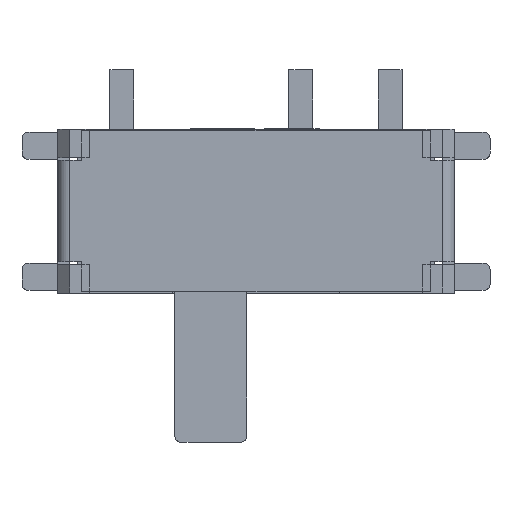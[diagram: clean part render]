
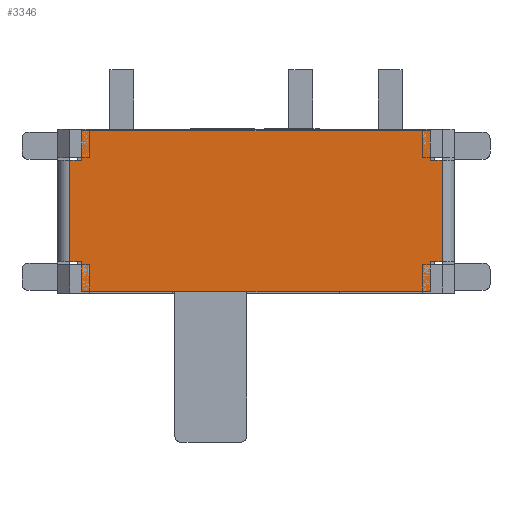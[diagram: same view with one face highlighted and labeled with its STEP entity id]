
A CAD part, top view. The second image highlights one B-rep face of the part: STEP entity #3346.
In plain terms, the highlighted planar face has unit normal (0, 0, 1).
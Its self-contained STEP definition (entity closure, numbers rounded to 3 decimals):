
#282 = ORIENTED_EDGE ( 'NONE', *, *, #16716, .T. ) ;
#426 = CARTESIAN_POINT ( 'NONE',  ( 2.925, -1.125, 0. ) ) ;
#641 = EDGE_CURVE ( 'NONE', #11751, #2492, #13518, .T. ) ;
#913 = VECTOR ( 'NONE', #1259, 1000. ) ;
#962 = EDGE_CURVE ( 'NONE', #10854, #13324, #6498, .T. ) ;
#1259 = DIRECTION ( 'NONE',  ( -1., 0., 0. ) ) ;
#1457 = CARTESIAN_POINT ( 'NONE',  ( -2.925, 1.075, 0. ) ) ;
#1907 = VECTOR ( 'NONE', #7241, 1000. ) ;
#1922 = DIRECTION ( 'NONE',  ( 1., 0., 0. ) ) ;
#2056 = EDGE_CURVE ( 'NONE', #12129, #13636, #11079, .T. ) ;
#2110 = ORIENTED_EDGE ( 'NONE', *, *, #9145, .T. ) ;
#2492 = VERTEX_POINT ( 'NONE', #10754 ) ;
#3026 = VECTOR ( 'NONE', #14081, 1000. ) ;
#3072 = DIRECTION ( 'NONE',  ( -1., 0., 0. ) ) ;
#3315 = VERTEX_POINT ( 'NONE', #13960 ) ;
#3346 = ADVANCED_FACE ( 'NONE', ( #10194 ), #10463, .T. ) ;
#3510 = CARTESIAN_POINT ( 'NONE',  ( -2.925, -0.625, 0. ) ) ;
#3811 = VECTOR ( 'NONE', #13680, 1000. ) ;
#3994 = DIRECTION ( 'NONE',  ( 0., 1., 0. ) ) ;
#4059 = CARTESIAN_POINT ( 'NONE',  ( -3.124, 1.075, 0. ) ) ;
#4384 = LINE ( 'NONE', #6991, #12975 ) ;
#4926 = CARTESIAN_POINT ( 'NONE',  ( 3.725, 1.075, 0. ) ) ;
#5195 = EDGE_CURVE ( 'NONE', #12104, #10321, #14123, .T. ) ;
#5436 = DIRECTION ( 'NONE',  ( 0., 1., 0. ) ) ;
#5561 = LINE ( 'NONE', #16497, #10725 ) ;
#5769 = VECTOR ( 'NONE', #3994, 1000. ) ;
#5886 = EDGE_CURVE ( 'NONE', #3315, #10854, #14947, .T. ) ;
#6174 = VECTOR ( 'NONE', #15358, 1000. ) ;
#6228 = DIRECTION ( 'NONE',  ( 1., 0., 0. ) ) ;
#6498 = LINE ( 'NONE', #17424, #3811 ) ;
#6557 = VECTOR ( 'NONE', #10094, 1000. ) ;
#6961 = VECTOR ( 'NONE', #5436, 1000. ) ;
#6991 = CARTESIAN_POINT ( 'NONE',  ( 3.124, -0.625, 0. ) ) ;
#7241 = DIRECTION ( 'NONE',  ( -1., 0., 0. ) ) ;
#7275 = CARTESIAN_POINT ( 'NONE',  ( -3.325, -1.125, 0. ) ) ;
#7319 = CARTESIAN_POINT ( 'NONE',  ( -2.925, 0.225, 0. ) ) ;
#7332 = LINE ( 'NONE', #12997, #1907 ) ;
#7548 = LINE ( 'NONE', #7275, #13564 ) ;
#8058 = CARTESIAN_POINT ( 'NONE',  ( -2.925, -1.125, 0. ) ) ;
#8416 = EDGE_CURVE ( 'NONE', #13636, #15262, #13684, .T. ) ;
#8433 = ORIENTED_EDGE ( 'NONE', *, *, #14785, .T. ) ;
#8489 = AXIS2_PLACEMENT_3D ( 'NONE', #12980, #10092, #6228 ) ;
#8949 = ORIENTED_EDGE ( 'NONE', *, *, #2056, .F. ) ;
#8993 = ORIENTED_EDGE ( 'NONE', *, *, #13751, .T. ) ;
#9145 = EDGE_CURVE ( 'NONE', #12129, #13779, #9457, .T. ) ;
#9156 = CARTESIAN_POINT ( 'NONE',  ( 3.124, -0.625, 0. ) ) ;
#9363 = CARTESIAN_POINT ( 'NONE',  ( 2.925, 1.575, 0. ) ) ;
#9457 = LINE ( 'NONE', #4059, #15212 ) ;
#9637 = ORIENTED_EDGE ( 'NONE', *, *, #13986, .F. ) ;
#9898 = CARTESIAN_POINT ( 'NONE',  ( 3.725, -0.625, 0. ) ) ;
#10039 = CARTESIAN_POINT ( 'NONE',  ( 0., 1.075, 0. ) ) ;
#10092 = DIRECTION ( 'NONE',  ( 0., 0., 1. ) ) ;
#10094 = DIRECTION ( 'NONE',  ( 0., 1., 0. ) ) ;
#10194 = FACE_OUTER_BOUND ( 'NONE', #14548, .T. ) ;
#10321 = VERTEX_POINT ( 'NONE', #3510 ) ;
#10463 = PLANE ( 'NONE',  #8489 ) ;
#10725 = VECTOR ( 'NONE', #3072, 1000. ) ;
#10754 = CARTESIAN_POINT ( 'NONE',  ( 2.925, -0.625, 0. ) ) ;
#10854 = VERTEX_POINT ( 'NONE', #12370 ) ;
#11079 = LINE ( 'NONE', #10039, #3026 ) ;
#11220 = CARTESIAN_POINT ( 'NONE',  ( -3.124, 1.075, 0. ) ) ;
#11751 = VERTEX_POINT ( 'NONE', #426 ) ;
#12104 = VERTEX_POINT ( 'NONE', #8058 ) ;
#12129 = VERTEX_POINT ( 'NONE', #11220 ) ;
#12224 = ORIENTED_EDGE ( 'NONE', *, *, #8416, .F. ) ;
#12370 = CARTESIAN_POINT ( 'NONE',  ( 2.925, 1.075, 0. ) ) ;
#12755 = DIRECTION ( 'NONE',  ( 0., 1., 0. ) ) ;
#12827 = VERTEX_POINT ( 'NONE', #9156 ) ;
#12975 = VECTOR ( 'NONE', #12755, 1000. ) ;
#12980 = CARTESIAN_POINT ( 'NONE',  ( 0., 0.225, 0. ) ) ;
#12987 = EDGE_CURVE ( 'NONE', #12827, #3315, #4384, .T. ) ;
#12997 = CARTESIAN_POINT ( 'NONE',  ( -3.325, 1.575, 0. ) ) ;
#13130 = CARTESIAN_POINT ( 'NONE',  ( -3.124, -0.625, 0. ) ) ;
#13171 = ORIENTED_EDGE ( 'NONE', *, *, #5195, .F. ) ;
#13324 = VERTEX_POINT ( 'NONE', #9363 ) ;
#13412 = ORIENTED_EDGE ( 'NONE', *, *, #641, .T. ) ;
#13503 = CARTESIAN_POINT ( 'NONE',  ( -2.925, 2.075, 0. ) ) ;
#13518 = LINE ( 'NONE', #13601, #6961 ) ;
#13564 = VECTOR ( 'NONE', #1922, 1000. ) ;
#13601 = CARTESIAN_POINT ( 'NONE',  ( 2.925, -1.625, 0. ) ) ;
#13636 = VERTEX_POINT ( 'NONE', #1457 ) ;
#13680 = DIRECTION ( 'NONE',  ( 0., 1., 0. ) ) ;
#13684 = LINE ( 'NONE', #13503, #5769 ) ;
#13751 = EDGE_CURVE ( 'NONE', #12104, #11751, #7548, .T. ) ;
#13779 = VERTEX_POINT ( 'NONE', #13130 ) ;
#13960 = CARTESIAN_POINT ( 'NONE',  ( 3.124, 1.075, 0. ) ) ;
#13986 = EDGE_CURVE ( 'NONE', #10321, #13779, #5561, .T. ) ;
#14081 = DIRECTION ( 'NONE',  ( 1., 0., 0. ) ) ;
#14123 = LINE ( 'NONE', #7319, #6557 ) ;
#14548 = EDGE_LOOP ( 'NONE', ( #282, #14803, #16370, #17406, #8433, #12224, #8949, #2110, #9637, #13171, #8993, #13412 ) ) ;
#14785 = EDGE_CURVE ( 'NONE', #13324, #15262, #7332, .T. ) ;
#14803 = ORIENTED_EDGE ( 'NONE', *, *, #12987, .T. ) ;
#14947 = LINE ( 'NONE', #4926, #913 ) ;
#15007 = DIRECTION ( 'NONE',  ( 0., -1., 0. ) ) ;
#15212 = VECTOR ( 'NONE', #15007, 1000. ) ;
#15247 = CARTESIAN_POINT ( 'NONE',  ( -2.925, 1.575, 0. ) ) ;
#15262 = VERTEX_POINT ( 'NONE', #15247 ) ;
#15358 = DIRECTION ( 'NONE',  ( 1., 0., 0. ) ) ;
#15435 = LINE ( 'NONE', #9898, #6174 ) ;
#16370 = ORIENTED_EDGE ( 'NONE', *, *, #5886, .T. ) ;
#16497 = CARTESIAN_POINT ( 'NONE',  ( -3.725, -0.625, 0. ) ) ;
#16716 = EDGE_CURVE ( 'NONE', #2492, #12827, #15435, .T. ) ;
#17406 = ORIENTED_EDGE ( 'NONE', *, *, #962, .T. ) ;
#17424 = CARTESIAN_POINT ( 'NONE',  ( 2.925, 2.075, 0. ) ) ;
